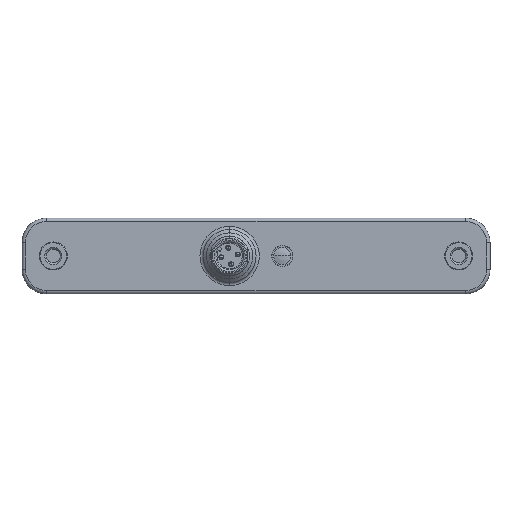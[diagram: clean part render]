
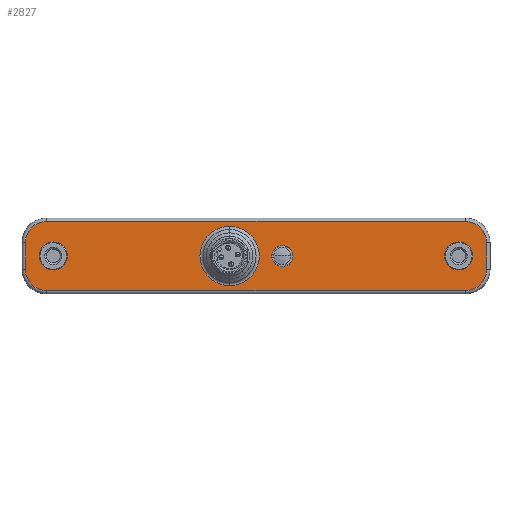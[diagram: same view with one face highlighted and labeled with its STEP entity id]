
A CAD part, top view. The second image highlights one B-rep face of the part: STEP entity #2827.
In plain terms, the highlighted planar face has unit normal (0, 0, 1).
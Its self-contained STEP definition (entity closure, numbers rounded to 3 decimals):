
#695=CARTESIAN_POINT('',(12.,0.,12.));
#696=DIRECTION('',(0.,0.,-1.));
#697=DIRECTION('',(-0.001,1.,0.));
#698=AXIS2_PLACEMENT_3D('',#695,#696,#697);
#710=CARTESIAN_POINT('',(83.5,4.,12.));
#711=DIRECTION('',(0.,0.,-1.));
#712=DIRECTION('',(0.,1.,0.));
#713=AXIS2_PLACEMENT_3D('',#710,#711,#712);
#715=CARTESIAN_POINT('',(83.5,-4.,12.));
#716=DIRECTION('',(0.,0.,-1.));
#717=DIRECTION('',(1.,0.,0.));
#718=AXIS2_PLACEMENT_3D('',#715,#716,#717);
#720=CARTESIAN_POINT('',(-43.5,-4.,12.));
#721=DIRECTION('',(0.,0.,-1.));
#722=DIRECTION('',(0.,-1.,0.));
#723=AXIS2_PLACEMENT_3D('',#720,#721,#722);
#725=CARTESIAN_POINT('',(-43.5,4.,12.));
#726=DIRECTION('',(0.,0.,-1.));
#727=DIRECTION('',(-1.,0.,0.));
#728=AXIS2_PLACEMENT_3D('',#725,#726,#727);
#730=CARTESIAN_POINT('',(-41.5,0.,12.));
#731=DIRECTION('',(0.,0.,1.));
#732=DIRECTION('',(-1.,0.,0.));
#733=AXIS2_PLACEMENT_3D('',#730,#731,#732);
#735=CARTESIAN_POINT('',(-41.5,0.,12.));
#736=DIRECTION('',(0.,0.,1.));
#737=DIRECTION('',(1.,0.,0.));
#738=AXIS2_PLACEMENT_3D('',#735,#736,#737);
#740=CARTESIAN_POINT('',(28.,0.,12.));
#741=DIRECTION('',(0.,0.,1.));
#742=DIRECTION('',(1.,0.,0.));
#743=AXIS2_PLACEMENT_3D('',#740,#741,#742);
#745=CARTESIAN_POINT('',(28.,0.,12.));
#746=DIRECTION('',(0.,0.,1.));
#747=DIRECTION('',(-1.,0.,0.));
#748=AXIS2_PLACEMENT_3D('',#745,#746,#747);
#750=CARTESIAN_POINT('',(81.5,0.,12.));
#751=DIRECTION('',(0.,0.,1.));
#752=DIRECTION('',(-1.,0.,0.));
#753=AXIS2_PLACEMENT_3D('',#750,#751,#752);
#755=CARTESIAN_POINT('',(81.5,0.,12.));
#756=DIRECTION('',(0.,0.,1.));
#757=DIRECTION('',(1.,0.,0.));
#758=AXIS2_PLACEMENT_3D('',#755,#756,#757);
#764=DIRECTION('',(-1.,0.,0.));
#765=VECTOR('',#764,127.);
#766=CARTESIAN_POINT('',(83.5,10.5,12.));
#767=LINE('',#766,#765);
#804=DIRECTION('',(1.,0.,0.));
#805=VECTOR('',#804,127.);
#806=CARTESIAN_POINT('',(-43.5,-10.5,12.));
#807=LINE('',#806,#805);
#827=DIRECTION('',(0.,1.,0.));
#828=VECTOR('',#827,8.);
#829=CARTESIAN_POINT('',(90.,-4.,12.));
#830=LINE('',#829,#828);
#889=DIRECTION('',(0.,-1.,0.));
#890=VECTOR('',#889,8.);
#891=CARTESIAN_POINT('',(-50.,4.,12.));
#892=LINE('',#891,#890);
#1808=CARTESIAN_POINT('',(12.,0.,12.));
#1809=DIRECTION('',(0.,0.,-1.));
#1810=DIRECTION('',(0.001,-1.,0.));
#1811=AXIS2_PLACEMENT_3D('',#1808,#1809,#1810);
#1988=CARTESIAN_POINT('',(31.2,0.,12.));
#1989=CARTESIAN_POINT('',(24.8,0.,12.));
#1990=VERTEX_POINT('',#1988);
#1991=VERTEX_POINT('',#1989);
#1992=CARTESIAN_POINT('',(83.5,10.5,12.));
#1993=CARTESIAN_POINT('',(-43.5,10.5,12.));
#1994=VERTEX_POINT('',#1992);
#1995=VERTEX_POINT('',#1993);
#1996=CARTESIAN_POINT('',(90.,4.,12.));
#1997=VERTEX_POINT('',#1996);
#1998=CARTESIAN_POINT('',(90.,-4.,12.));
#1999=VERTEX_POINT('',#1998);
#2000=CARTESIAN_POINT('',(83.5,-10.5,12.));
#2001=VERTEX_POINT('',#2000);
#2002=CARTESIAN_POINT('',(-43.5,-10.5,12.));
#2003=VERTEX_POINT('',#2002);
#2004=CARTESIAN_POINT('',(-50.,-4.,12.));
#2005=VERTEX_POINT('',#2004);
#2006=CARTESIAN_POINT('',(-50.,4.,12.));
#2007=VERTEX_POINT('',#2006);
#2008=CARTESIAN_POINT('',(-45.75,0.,12.));
#2009=CARTESIAN_POINT('',(-37.25,0.,12.));
#2010=VERTEX_POINT('',#2008);
#2011=VERTEX_POINT('',#2009);
#2012=CARTESIAN_POINT('',(77.25,0.,12.));
#2013=CARTESIAN_POINT('',(85.75,0.,12.));
#2014=VERTEX_POINT('',#2012);
#2015=VERTEX_POINT('',#2013);
#2017=CARTESIAN_POINT('',(12.,9.,12.));
#2019=VERTEX_POINT('',#2017);
#2021=CARTESIAN_POINT('',(12.,-9.,12.));
#2023=VERTEX_POINT('',#2021);
#2781=CARTESIAN_POINT('',(0.,0.,12.));
#2782=DIRECTION('',(0.,0.,-1.));
#2783=DIRECTION('',(1.,0.,0.));
#2784=AXIS2_PLACEMENT_3D('',#2781,#2782,#2783);
#2785=PLANE('',#2784);
#2787=ORIENTED_EDGE('',*,*,#2786,.F.);
#2789=ORIENTED_EDGE('',*,*,#2788,.T.);
#2791=ORIENTED_EDGE('',*,*,#2790,.F.);
#2793=ORIENTED_EDGE('',*,*,#2792,.T.);
#2795=ORIENTED_EDGE('',*,*,#2794,.F.);
#2797=ORIENTED_EDGE('',*,*,#2796,.T.);
#2799=ORIENTED_EDGE('',*,*,#2798,.F.);
#2801=ORIENTED_EDGE('',*,*,#2800,.T.);
#2802=EDGE_LOOP('',(#2787,#2789,#2791,#2793,#2795,#2797,#2799,#2801));
#2803=FACE_OUTER_BOUND('',#2802,.F.);
#2805=ORIENTED_EDGE('',*,*,#2804,.T.);
#2807=ORIENTED_EDGE('',*,*,#2806,.T.);
#2808=EDGE_LOOP('',(#2805,#2807));
#2809=FACE_BOUND('',#2808,.F.);
#2811=ORIENTED_EDGE('',*,*,#2810,.T.);
#2813=ORIENTED_EDGE('',*,*,#2812,.T.);
#2814=EDGE_LOOP('',(#2811,#2813));
#2815=FACE_BOUND('',#2814,.F.);
#2817=ORIENTED_EDGE('',*,*,#2816,.F.);
#2818=ORIENTED_EDGE('',*,*,#2764,.F.);
#2819=EDGE_LOOP('',(#2817,#2818));
#2820=FACE_BOUND('',#2819,.F.);
#2822=ORIENTED_EDGE('',*,*,#2821,.T.);
#2824=ORIENTED_EDGE('',*,*,#2823,.T.);
#2825=EDGE_LOOP('',(#2822,#2824));
#2826=FACE_BOUND('',#2825,.F.);
#2827=ADVANCED_FACE('',(#2803,#2809,#2815,#2820,#2826),#2785,.F.);
#699=CIRCLE('',#698,9.);
#714=CIRCLE('',#713,6.5);
#719=CIRCLE('',#718,6.5);
#724=CIRCLE('',#723,6.5);
#729=CIRCLE('',#728,6.5);
#734=CIRCLE('',#733,4.25);
#739=CIRCLE('',#738,4.25);
#744=CIRCLE('',#743,3.2);
#749=CIRCLE('',#748,3.2);
#754=CIRCLE('',#753,4.25);
#759=CIRCLE('',#758,4.25);
#1812=CIRCLE('',#1811,9.);
#2764=EDGE_CURVE('',#2019,#2023,#699,.T.);
#2786=EDGE_CURVE('',#1994,#1995,#767,.T.);
#2788=EDGE_CURVE('',#1994,#1997,#714,.T.);
#2790=EDGE_CURVE('',#1999,#1997,#830,.T.);
#2792=EDGE_CURVE('',#1999,#2001,#719,.T.);
#2794=EDGE_CURVE('',#2003,#2001,#807,.T.);
#2796=EDGE_CURVE('',#2003,#2005,#724,.T.);
#2798=EDGE_CURVE('',#2007,#2005,#892,.T.);
#2800=EDGE_CURVE('',#2007,#1995,#729,.T.);
#2804=EDGE_CURVE('',#2010,#2011,#734,.T.);
#2806=EDGE_CURVE('',#2011,#2010,#739,.T.);
#2810=EDGE_CURVE('',#1990,#1991,#744,.T.);
#2812=EDGE_CURVE('',#1991,#1990,#749,.T.);
#2816=EDGE_CURVE('',#2023,#2019,#1812,.T.);
#2821=EDGE_CURVE('',#2014,#2015,#754,.T.);
#2823=EDGE_CURVE('',#2015,#2014,#759,.T.);
